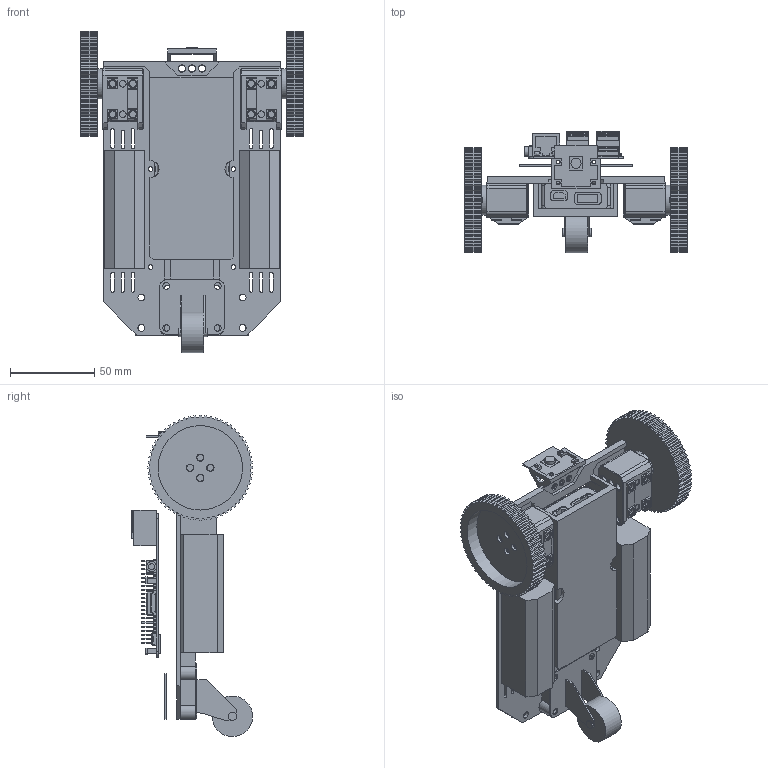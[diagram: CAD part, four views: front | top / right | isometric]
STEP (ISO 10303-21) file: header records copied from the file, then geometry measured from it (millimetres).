
FILE_DESCRIPTION(/* description */ (''),/* implementation_level */ '2;1');
FILE_NAME(/* name */ 'chassis-3.step',/* time_stamp */ '2017-03-01T21:22:19-05:00',/* author */ (''),/* organization */ (''),/* preprocessor_version */ 'ST-DEVELOPER v16.5',/* originating_system */ 'Autodesk Translation Framework v5.2.0.2920',/* authorisation */ '');
FILE_SCHEMA (('AUTOMOTIVE_DESIGN { 1 0 10303 214 3 1 1 }'));
Products named in the file (20): Chassis v39; XL320 v2; Treaded Wheel v2 v2; XL320 v2_1; Component1; Treaded Wheel v2 v2_1; Component1_1; rpi v2; Component1_2; LB40 Battery v4; OpenCM9.04 v2; Component1_3; picamera v1; Component1_4; AnkerBattery v8; Component1_5; Component1_6; Component2; SmallCaster v3; Component1_7
Assembly tree (22 placements, depth 3):
  Chassis v39
    XL320 v2
      Component1
    Treaded Wheel v2 v2
      Component1_1
    XL320 v2_1
      Component1
    Treaded Wheel v2 v2_1
      Component1_1
    rpi v2
      Component1_2
    LB40 Battery v4  x2
    OpenCM9.04 v2
      Component1_3
    picamera v1
      Component1_4
    AnkerBattery v8
      Component1_5
    Component1_6
    Component2
    SmallCaster v3
      Component1_7
Bounding box: 132 x 71.8 x 190.14 mm (x, y, z)
Volume: 295987.1 mm3; surface area: 140695.6 mm2
Topology: 13 solids, 13 shells, 2645 faces, 6845 edges, 4472 vertices
Faces by surface type: plane 1761, cylinder 545, bspline 313, torus 22, cone 2, sphere 2
Full cylindrical faces by diameter (mm): 1.6 x8, 2 x4, 2.2 x4, 2.75 x4, 2.8 x4, 3.6 x1, 4 x103, 4.064 x4, 4.1 x4, 4.3 x60, 5 x56, 5.6 x2, 5.95 x1, 6 x1, 6.2 x8, 17.8 x2, 24 x1, 50 x2
Entity records: 67779 total; most frequent: CARTESIAN_POINT 16797, ORIENTED_EDGE 10658, DIRECTION 9165, EDGE_CURVE 5329, LINE 3933, VECTOR 3933, VERTEX_POINT 3590, EDGE_LOOP 2719
